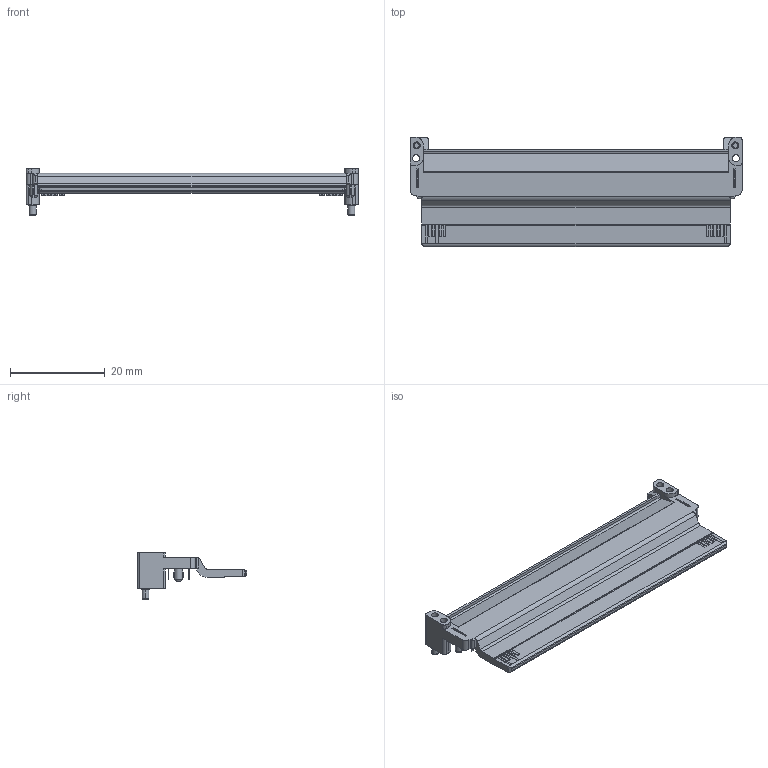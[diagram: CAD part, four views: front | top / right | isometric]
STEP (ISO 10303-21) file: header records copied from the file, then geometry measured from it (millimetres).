
FILE_DESCRIPTION((''),'2;1');
FILE_NAME('HARTING_16 24 170 1302 000.stp','2013-07-09T14:33:55',(''),(''),'Mechanical Desktop 2011','Mechanical Desktop 2011',', , ');
FILE_SCHEMA(('AUTOMOTIVE_DESIGN { 1 2 10303 214 1 1 1 1 }'));
Length unit declared in the file: millimetre
Products named in the file (1): Product
Bounding box: 69.9 x 23 x 9.82 mm (x, y, z)
Volume: 2545.5 mm3; surface area: 3985.4 mm2
Topology: 76 solids, 76 shells, 798 faces, 1967 edges, 1348 vertices
Faces by surface type: plane 429, cylinder 206, bspline 153, torus 6, cone 4
Entity records: 24077 total; most frequent: CARTESIAN_POINT 5017, ORIENTED_EDGE 3934, DIRECTION 3687, EDGE_CURVE 1967, VECTOR 1491, LINE 1491, VERTEX_POINT 1348, AXIS2_PLACEMENT_3D 1098
